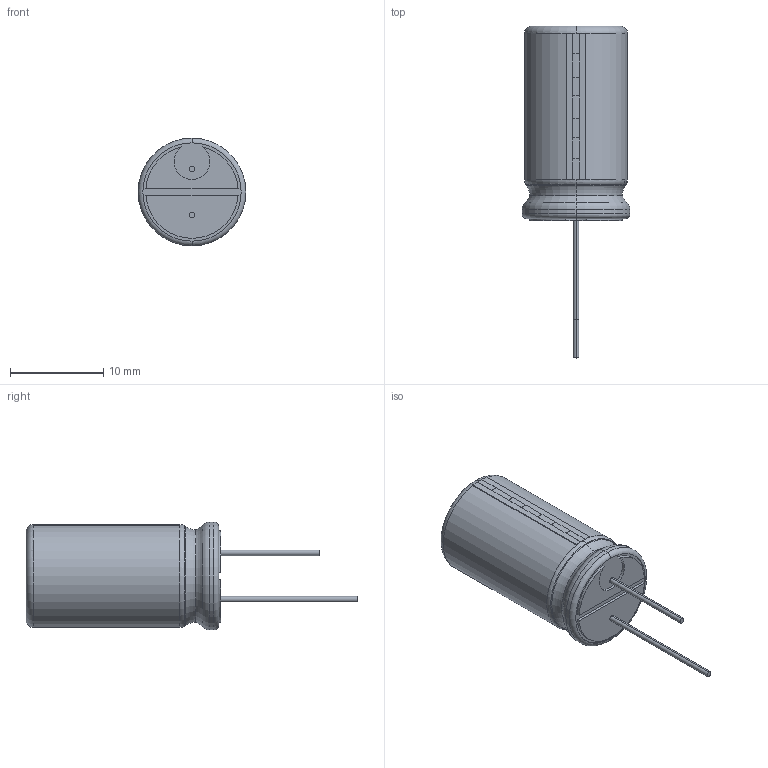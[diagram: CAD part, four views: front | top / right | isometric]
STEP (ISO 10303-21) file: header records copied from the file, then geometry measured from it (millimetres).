
FILE_DESCRIPTION (( 'STEP AP214' ), '1' );
FILE_NAME ('123456789.STEP', '2011-05-16T13:20:29', ( 'admin' ), ( '' ), 'SwSTEP 2.0', 'SolidWorks 2010', '' );
FILE_SCHEMA (( 'AUTOMOTIVE_DESIGN' ));
Length unit declared in the file: millimetre
Products named in the file (1): 123456789
Bounding box: 11.52 x 35.5 x 11.52 mm (x, y, z)
Volume: 1950.6 mm3; surface area: 988.2 mm2
Topology: 2 solids, 2 shells, 95 faces, 204 edges, 116 vertices
Faces by surface type: plane 61, cylinder 20, torus 12, cone 2
Entity records: 3175 total; most frequent: CARTESIAN_POINT 486, DIRECTION 458, ORIENTED_EDGE 408, EDGE_CURVE 204, AXIS2_PLACEMENT_3D 168, VECTOR 122, LINE 122, VERTEX_POINT 116
